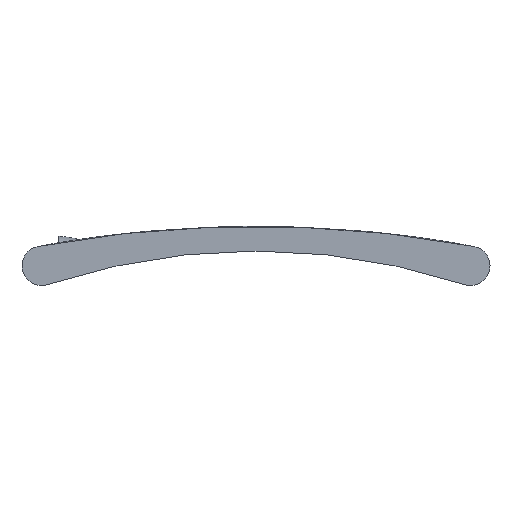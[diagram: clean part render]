
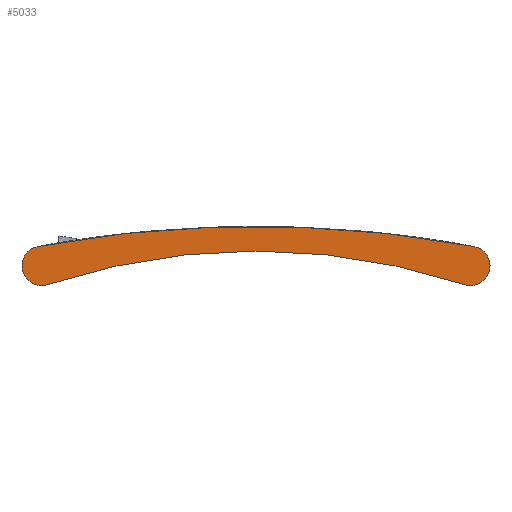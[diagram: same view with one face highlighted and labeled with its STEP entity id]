
A CAD part, left-side view. The second image highlights one B-rep face of the part: STEP entity #5033.
In plain terms, the highlighted planar face has unit normal (-1, 0, 0).
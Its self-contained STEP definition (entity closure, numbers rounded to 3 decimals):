
#4413=FACE_OUTER_BOUND('',#6469,.T.);
#5033=ADVANCED_FACE('',(#4413),#5573,.T.);
#5573=PLANE('',#15051);
#5962=CIRCLE('',#15043,602.);
#5966=CIRCLE('',#15048,10.);
#5967=CIRCLE('',#15049,334.2);
#5968=CIRCLE('',#15050,10.);
#6469=EDGE_LOOP('',(#7636,#7637,#7638,#7639));
#7636=ORIENTED_EDGE('',*,*,#11866,.T.);
#7637=ORIENTED_EDGE('',*,*,#11876,.T.);
#7638=ORIENTED_EDGE('',*,*,#11877,.T.);
#7639=ORIENTED_EDGE('',*,*,#11878,.T.);
#10749=VERTEX_POINT('',#20941);
#10750=VERTEX_POINT('',#20943);
#10758=VERTEX_POINT('',#20980);
#10759=VERTEX_POINT('',#20982);
#11866=EDGE_CURVE('',#10750,#10749,#5962,.T.);
#11876=EDGE_CURVE('',#10749,#10758,#5966,.T.);
#11877=EDGE_CURVE('',#10758,#10759,#5967,.T.);
#11878=EDGE_CURVE('',#10759,#10750,#5968,.T.);
#15043=AXIS2_PLACEMENT_3D('',#20942,#16252,#16253);
#15048=AXIS2_PLACEMENT_3D('',#20979,#16267,#16268);
#15049=AXIS2_PLACEMENT_3D('',#20981,#16269,#16270);
#15050=AXIS2_PLACEMENT_3D('',#20983,#16271,#16272);
#15051=AXIS2_PLACEMENT_3D('',#20984,#16273,#16274);
#16252=DIRECTION('',(-1.,0.,0.));
#16253=DIRECTION('',(0.,-1.,0.));
#16267=DIRECTION('',(-1.,0.,0.));
#16268=DIRECTION('',(0.,-1.,0.));
#16269=DIRECTION('',(1.,0.,0.));
#16270=DIRECTION('',(0.,-1.,0.));
#16271=DIRECTION('',(-1.,0.,0.));
#16272=DIRECTION('',(0.,-1.,0.));
#16273=DIRECTION('',(-1.,0.,0.));
#16274=DIRECTION('',(0.,0.,-1.));
#20941=CARTESIAN_POINT('',(0.,228.591,19.831));
#20942=CARTESIAN_POINT('',(0.,118.38,-571.995));
#20943=CARTESIAN_POINT('',(0.,8.169,19.831));
#20979=CARTESIAN_POINT('',(0.,226.76,10.));
#20980=CARTESIAN_POINT('',(0.,223.611,0.509));
#20981=CARTESIAN_POINT('',(0.,118.38,-316.692));
#20982=CARTESIAN_POINT('',(0.,13.149,0.509));
#20983=CARTESIAN_POINT('',(0.,10.,10.));
#20984=CARTESIAN_POINT('',(0.,226.76,10.));
